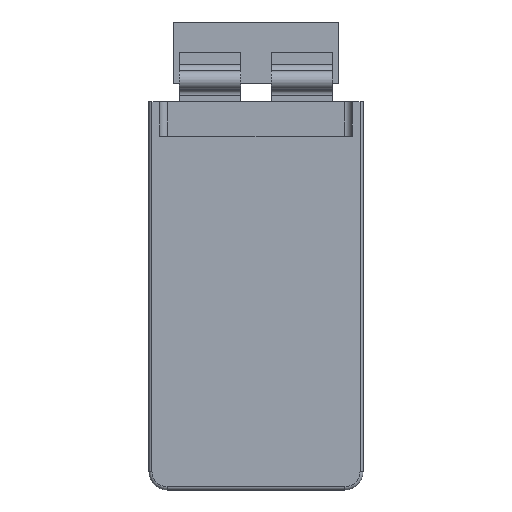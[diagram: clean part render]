
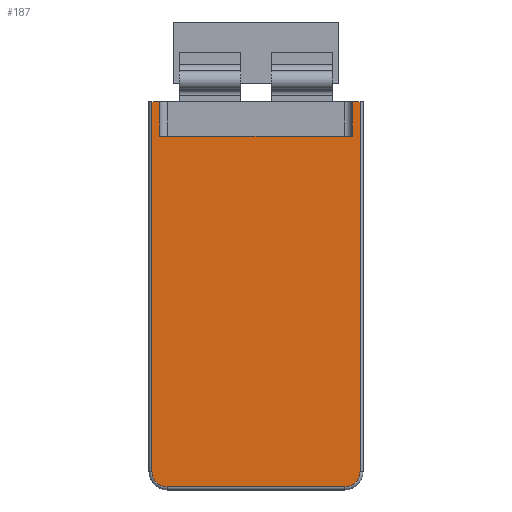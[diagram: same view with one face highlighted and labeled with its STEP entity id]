
A CAD part, top view. The second image highlights one B-rep face of the part: STEP entity #187.
In plain terms, the highlighted planar face has unit normal (0, 0, 1).
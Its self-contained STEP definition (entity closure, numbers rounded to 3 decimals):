
#137=CIRCLE('',#1259,2.5);
#138=CIRCLE('',#1260,2.5);
#187=ADVANCED_FACE('',(#288),#251,.T.);
#251=PLANE('',#1261);
#288=FACE_OUTER_BOUND('',#354,.T.);
#354=EDGE_LOOP('',(#457,#458,#459,#460,#461,#462,#463,#464,#465,#466));
#457=ORIENTED_EDGE('',*,*,#886,.T.);
#458=ORIENTED_EDGE('',*,*,#887,.T.);
#459=ORIENTED_EDGE('',*,*,#865,.T.);
#460=ORIENTED_EDGE('',*,*,#851,.F.);
#461=ORIENTED_EDGE('',*,*,#888,.T.);
#462=ORIENTED_EDGE('',*,*,#845,.F.);
#463=ORIENTED_EDGE('',*,*,#873,.T.);
#464=ORIENTED_EDGE('',*,*,#889,.T.);
#465=ORIENTED_EDGE('',*,*,#890,.T.);
#466=ORIENTED_EDGE('',*,*,#891,.T.);
#739=VERTEX_POINT('',#1698);
#740=VERTEX_POINT('',#1699);
#745=VERTEX_POINT('',#1710);
#746=VERTEX_POINT('',#1712);
#759=VERTEX_POINT('',#1741);
#766=VERTEX_POINT('',#1755);
#775=VERTEX_POINT('',#1782);
#776=VERTEX_POINT('',#1783);
#777=VERTEX_POINT('',#1787);
#778=VERTEX_POINT('',#1789);
#845=EDGE_CURVE('',#739,#740,#1009,.T.);
#851=EDGE_CURVE('',#745,#746,#1015,.T.);
#865=EDGE_CURVE('',#759,#746,#1029,.T.);
#873=EDGE_CURVE('',#739,#766,#1033,.T.);
#886=EDGE_CURVE('',#775,#776,#137,.T.);
#887=EDGE_CURVE('',#776,#759,#1044,.T.);
#888=EDGE_CURVE('',#745,#740,#1045,.T.);
#889=EDGE_CURVE('',#766,#777,#1046,.T.);
#890=EDGE_CURVE('',#777,#778,#138,.T.);
#891=EDGE_CURVE('',#778,#775,#1047,.T.);
#1009=LINE('',#1697,#1127);
#1015=LINE('',#1711,#1133);
#1029=LINE('',#1740,#1147);
#1033=LINE('',#1756,#1151);
#1044=LINE('',#1784,#1162);
#1045=LINE('',#1785,#1163);
#1046=LINE('',#1786,#1164);
#1047=LINE('',#1790,#1165);
#1127=VECTOR('',#1358,1.);
#1133=VECTOR('',#1366,1.);
#1147=VECTOR('',#1384,1.);
#1151=VECTOR('',#1396,1.);
#1162=VECTOR('',#1421,1.);
#1163=VECTOR('',#1422,1.);
#1164=VECTOR('',#1423,1.);
#1165=VECTOR('',#1426,1.);
#1259=AXIS2_PLACEMENT_3D('',#1781,#1419,#1420);
#1260=AXIS2_PLACEMENT_3D('',#1788,#1424,#1425);
#1261=AXIS2_PLACEMENT_3D('',#1791,#1427,#1428);
#1358=DIRECTION('',(0.,-1.,0.));
#1366=DIRECTION('',(0.,1.,0.));
#1384=DIRECTION('',(-1.,0.,0.));
#1396=DIRECTION('',(-1.,0.,0.));
#1419=DIRECTION('',(0.,0.,1.));
#1420=DIRECTION('',(0.,1.,0.));
#1421=DIRECTION('',(0.,1.,0.));
#1422=DIRECTION('',(-1.,0.,0.));
#1423=DIRECTION('',(0.,-1.,0.));
#1424=DIRECTION('',(0.,0.,1.));
#1425=DIRECTION('',(0.,1.,0.));
#1426=DIRECTION('',(1.,0.,0.));
#1427=DIRECTION('',(0.,0.,1.));
#1428=DIRECTION('',(0.,1.,0.));
#1697=CARTESIAN_POINT('',(-34.285,19.475,8.97));
#1698=CARTESIAN_POINT('',(-34.285,19.475,8.97));
#1699=CARTESIAN_POINT('',(-34.285,13.813,8.97));
#1710=CARTESIAN_POINT('',(-2.915,13.813,8.97));
#1711=CARTESIAN_POINT('',(-2.915,-43.945,8.97));
#1712=CARTESIAN_POINT('',(-2.915,19.475,8.97));
#1740=CARTESIAN_POINT('',(-1.115,19.475,8.97));
#1741=CARTESIAN_POINT('',(-1.615,19.475,8.97));
#1755=CARTESIAN_POINT('',(-35.585,19.475,8.97));
#1756=CARTESIAN_POINT('',(-1.115,19.475,8.97));
#1781=CARTESIAN_POINT('',(-4.115,-40.945,8.97));
#1782=CARTESIAN_POINT('',(-4.115,-43.445,8.97));
#1783=CARTESIAN_POINT('',(-1.615,-40.945,8.97));
#1784=CARTESIAN_POINT('',(-1.615,19.475,8.97));
#1785=CARTESIAN_POINT('',(-2.915,13.813,8.97));
#1786=CARTESIAN_POINT('',(-35.585,-40.945,8.97));
#1787=CARTESIAN_POINT('',(-35.585,-40.945,8.97));
#1788=CARTESIAN_POINT('',(-33.085,-40.945,8.97));
#1789=CARTESIAN_POINT('',(-33.085,-43.445,8.97));
#1790=CARTESIAN_POINT('',(-4.115,-43.445,8.97));
#1791=CARTESIAN_POINT('',(-1.115,-43.945,8.97));
